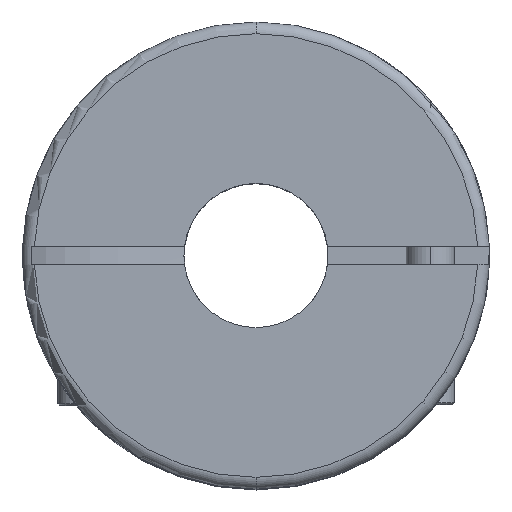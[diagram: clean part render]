
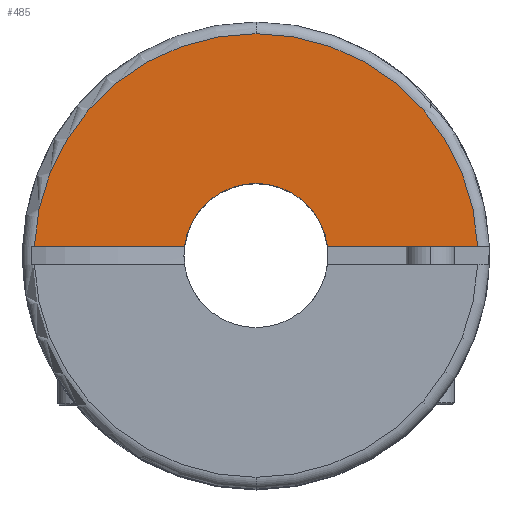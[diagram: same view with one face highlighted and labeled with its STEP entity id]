
A CAD part, top view. The second image highlights one B-rep face of the part: STEP entity #485.
In plain terms, the highlighted planar face has unit normal (0, 0, 1).
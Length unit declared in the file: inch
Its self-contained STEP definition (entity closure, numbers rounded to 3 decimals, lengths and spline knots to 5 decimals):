
#44 = DIRECTION ( 'NONE',  ( 0., 0., 1. ) ) ;
#166 = VERTEX_POINT ( 'NONE', #677 ) ;
#176 = LINE ( 'NONE', #3271, #1573 ) ;
#183 = EDGE_CURVE ( 'NONE', #996, #2401, #1045, .T. ) ;
#303 = EDGE_LOOP ( 'NONE', ( #2252, #1768, #304, #376, #1393, #1317 ) ) ;
#304 = ORIENTED_EDGE ( 'NONE', *, *, #343, .T. ) ;
#314 = CIRCLE ( 'NONE', #2858, 0.72734 ) ;
#343 = EDGE_CURVE ( 'NONE', #2401, #477, #1439, .T. ) ;
#376 = ORIENTED_EDGE ( 'NONE', *, *, #438, .T. ) ;
#381 = AXIS2_PLACEMENT_3D ( 'NONE', #1292, #44, #1828 ) ;
#438 = EDGE_CURVE ( 'NONE', #477, #166, #176, .T. ) ;
#467 = CARTESIAN_POINT ( 'NONE',  ( 0., 0.72734, 0.94531 ) ) ;
#477 = VERTEX_POINT ( 'NONE', #790 ) ;
#485 = ADVANCED_FACE ( 'NONE', ( #2604 ), #2566, .T. ) ;
#499 = VECTOR ( 'NONE', #1590, 39.37008 ) ;
#505 = CARTESIAN_POINT ( 'NONE',  ( -0.7267, 0.03063, 0.94531 ) ) ;
#530 = VERTEX_POINT ( 'NONE', #505 ) ;
#533 = CARTESIAN_POINT ( 'NONE',  ( 0., 0., 0.94531 ) ) ;
#677 = CARTESIAN_POINT ( 'NONE',  ( 0.7267, 0.03062, 0.94531 ) ) ;
#787 = CIRCLE ( 'NONE', #2870, 0.72734 ) ;
#790 = CARTESIAN_POINT ( 'NONE',  ( 0.23423, 0.03062, 0.94531 ) ) ;
#793 = CARTESIAN_POINT ( 'NONE',  ( 0., 0.23622, 0.94531 ) ) ;
#921 = AXIS2_PLACEMENT_3D ( 'NONE', #1715, #1707, #1697 ) ;
#996 = VERTEX_POINT ( 'NONE', #1212 ) ;
#1031 = VERTEX_POINT ( 'NONE', #467 ) ;
#1045 = CIRCLE ( 'NONE', #921, 0.23622 ) ;
#1212 = CARTESIAN_POINT ( 'NONE',  ( -0.23423, 0.03063, 0.94531 ) ) ;
#1292 = CARTESIAN_POINT ( 'NONE',  ( 0., 0.72734, 0.94531 ) ) ;
#1317 = ORIENTED_EDGE ( 'NONE', *, *, #2172, .F. ) ;
#1393 = ORIENTED_EDGE ( 'NONE', *, *, #2896, .F. ) ;
#1439 = CIRCLE ( 'NONE', #1975, 0.23622 ) ;
#1573 = VECTOR ( 'NONE', #2306, 39.37008 ) ;
#1582 = CARTESIAN_POINT ( 'NONE',  ( 0., 0.03063, 0.94531 ) ) ;
#1590 = DIRECTION ( 'NONE',  ( -1., 0., 0. ) ) ;
#1697 = DIRECTION ( 'NONE',  ( 0., 1., 0. ) ) ;
#1707 = DIRECTION ( 'NONE',  ( 0., 0., -1. ) ) ;
#1715 = CARTESIAN_POINT ( 'NONE',  ( 0., 0., 0.94531 ) ) ;
#1768 = ORIENTED_EDGE ( 'NONE', *, *, #183, .T. ) ;
#1794 = DIRECTION ( 'NONE',  ( 0., 0., -1. ) ) ;
#1828 = DIRECTION ( 'NONE',  ( 0., -1., 0. ) ) ;
#1832 = CARTESIAN_POINT ( 'NONE',  ( 0., 0., 0.94531 ) ) ;
#1975 = AXIS2_PLACEMENT_3D ( 'NONE', #533, #1794, #2537 ) ;
#1989 = DIRECTION ( 'NONE',  ( 0., 0., -1. ) ) ;
#2172 = EDGE_CURVE ( 'NONE', #530, #1031, #787, .T. ) ;
#2250 = LINE ( 'NONE', #1582, #499 ) ;
#2252 = ORIENTED_EDGE ( 'NONE', *, *, #2964, .F. ) ;
#2306 = DIRECTION ( 'NONE',  ( 1., 0., 0. ) ) ;
#2401 = VERTEX_POINT ( 'NONE', #793 ) ;
#2537 = DIRECTION ( 'NONE',  ( 0., 1., 0. ) ) ;
#2561 = DIRECTION ( 'NONE',  ( 0., 1., 0. ) ) ;
#2566 = PLANE ( 'NONE',  #381 ) ;
#2604 = FACE_OUTER_BOUND ( 'NONE', #303, .T. ) ;
#2740 = CARTESIAN_POINT ( 'NONE',  ( 0., 0., 0.94531 ) ) ;
#2858 = AXIS2_PLACEMENT_3D ( 'NONE', #1832, #3070, #2561 ) ;
#2870 = AXIS2_PLACEMENT_3D ( 'NONE', #2740, #1989, #2981 ) ;
#2896 = EDGE_CURVE ( 'NONE', #1031, #166, #314, .T. ) ;
#2964 = EDGE_CURVE ( 'NONE', #996, #530, #2250, .T. ) ;
#2981 = DIRECTION ( 'NONE',  ( 0., 1., 0. ) ) ;
#3070 = DIRECTION ( 'NONE',  ( 0., 0., -1. ) ) ;
#3271 = CARTESIAN_POINT ( 'NONE',  ( 0., 0.03063, 0.94531 ) ) ;
